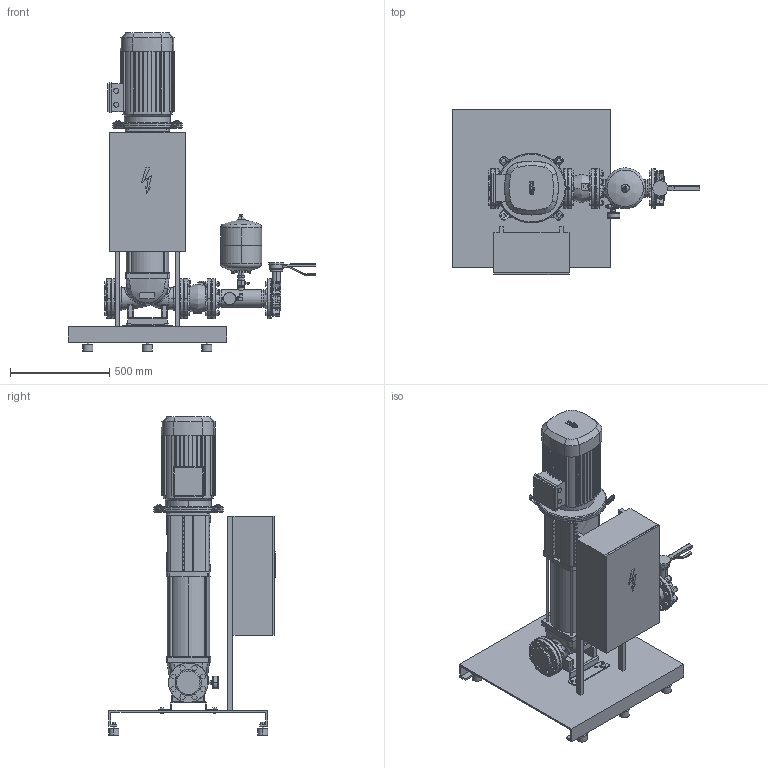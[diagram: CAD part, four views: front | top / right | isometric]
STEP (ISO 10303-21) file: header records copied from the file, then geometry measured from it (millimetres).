
FILE_DESCRIPTION((''),'2;1');
FILE_NAME('3d_CO-1HelixV5204_2_K_CE+-2530192.stp','2016-01-25T11:58:12',(''),(''),'Mechanical Desktop 2009','Mechanical Desktop 2009',', , ');
FILE_SCHEMA(('CONFIG_CONTROL_DESIGN'));
Length unit declared in the file: millimetre
Products named in the file (1): Product
Bounding box: 1249.5 x 837 x 1605.2 mm (x, y, z)
Volume: 133059121.1 mm3; surface area: 6880525 mm2
Topology: 80 solids, 80 shells, 2839 faces, 7100 edges, 4592 vertices
Faces by surface type: bspline 1198, plane 784, cylinder 596, torus 145, cone 106, sphere 10
Entity records: 99970 total; most frequent: CARTESIAN_POINT 33795, ORIENTED_EDGE 14184, DIRECTION 12585, EDGE_CURVE 7092, VERTEX_POINT 4592, AXIS2_PLACEMENT_3D 4206, VECTOR 4173, LINE 4173
